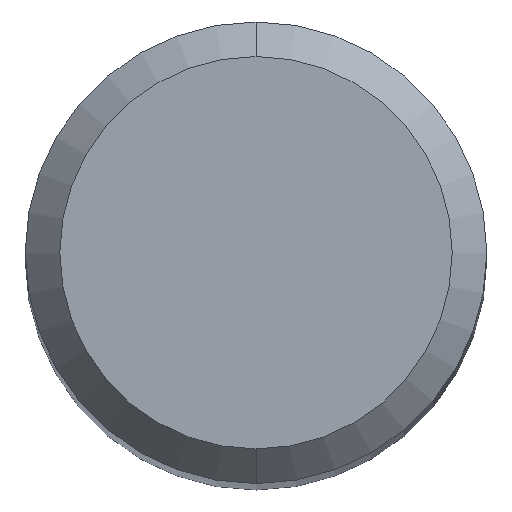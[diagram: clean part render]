
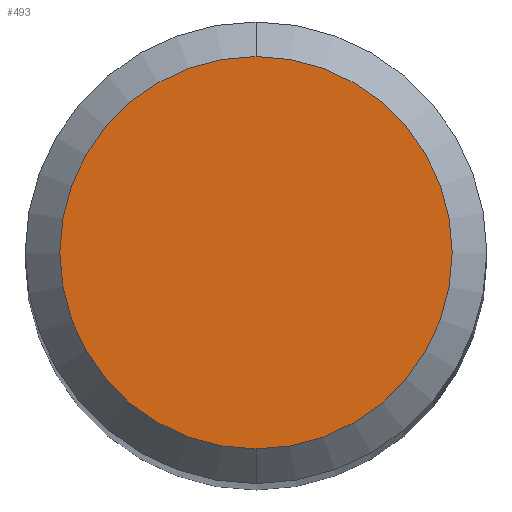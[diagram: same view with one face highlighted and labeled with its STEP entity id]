
A CAD part, top view. The second image highlights one B-rep face of the part: STEP entity #493.
In plain terms, the highlighted planar face has unit normal (0, 0, 1).
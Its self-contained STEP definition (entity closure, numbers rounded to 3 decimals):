
#493=ADVANCED_FACE('',(#1348),#1349,.T.);
#507=EDGE_CURVE('',#1125,#785,#1363,.T.);
#785=VERTEX_POINT('',#1670);
#1113=EDGE_CURVE('',#785,#1125,#2030,.T.);
#1125=VERTEX_POINT('',#2043);
#1348=FACE_OUTER_BOUND('',#2349,.T.);
#1349=PLANE('',#2350);
#1363=CIRCLE('',#2381,1.7);
#1670=CARTESIAN_POINT('',(0.,-1.7,0.0));
#2030=CIRCLE('',#5782,1.7);
#2043=CARTESIAN_POINT('',(0.0,1.7,0.0));
#2349=EDGE_LOOP('',(#6411,#6412));
#2350=AXIS2_PLACEMENT_3D('',#6413,#6414,#6415);
#2381=AXIS2_PLACEMENT_3D('',#6417,#6418,#6419);
#5782=AXIS2_PLACEMENT_3D('',#7220,#7221,#7222);
#6411=ORIENTED_EDGE('',*,*,#507,.F.);
#6412=ORIENTED_EDGE('',*,*,#1113,.F.);
#6413=CARTESIAN_POINT('',(0.0,0.85,0.0));
#6414=DIRECTION('',(-0.0,0.0,1.0));
#6415=DIRECTION('',(0.0,-1.0,0.0));
#6417=CARTESIAN_POINT('',(0.0,0.0,0.0));
#6418=DIRECTION('',(0.0,0.0,-1.0));
#6419=DIRECTION('',(0.0,1.0,0.0));
#7220=CARTESIAN_POINT('',(0.0,0.0,0.0));
#7221=DIRECTION('',(0.0,0.0,-1.0));
#7222=DIRECTION('',(0.0,1.0,0.0));
